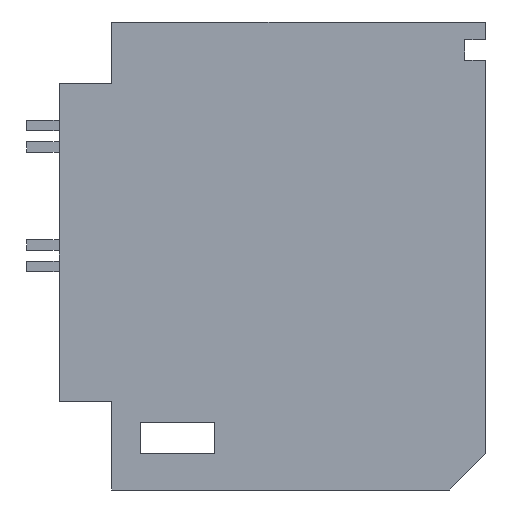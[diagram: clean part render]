
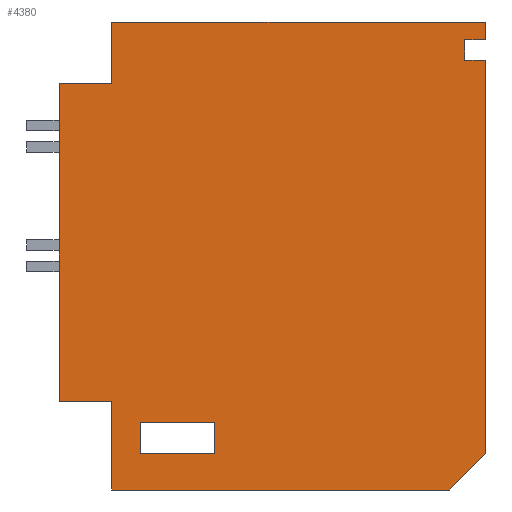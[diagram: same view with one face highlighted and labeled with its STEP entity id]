
A CAD part, left-side view. The second image highlights one B-rep face of the part: STEP entity #4380.
In plain terms, the highlighted planar face has unit normal (-1, 0, 0).
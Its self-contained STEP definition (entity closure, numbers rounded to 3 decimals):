
#1=DIRECTION('',(0.,-1.,0.));
#2=VECTOR('',#1,49.264);
#3=CARTESIAN_POINT('',(0.,-100.,-355.23));
#4=LINE('',#3,#2);
#5=DIRECTION('',(0.,-1.,0.));
#6=VECTOR('',#5,49.264);
#7=CARTESIAN_POINT('',(0.,-100.,-57.953));
#8=LINE('',#7,#6);
#9=DIRECTION('',(0.,0.,-1.));
#10=VECTOR('',#9,57.953);
#11=CARTESIAN_POINT('',(0.,-149.264,0.));
#12=LINE('',#11,#10);
#13=DIRECTION('',(0.,-1.,0.));
#14=VECTOR('',#13,350.236);
#15=CARTESIAN_POINT('',(0.,-149.264,0.));
#16=LINE('',#15,#14);
#17=DIRECTION('',(0.,0.,-1.));
#18=VECTOR('',#17,16.492);
#19=CARTESIAN_POINT('',(0.,-499.5,0.));
#20=LINE('',#19,#18);
#21=DIRECTION('',(0.,1.,0.));
#22=VECTOR('',#21,19.41);
#23=CARTESIAN_POINT('',(0.,-499.5,-16.492));
#24=LINE('',#23,#22);
#25=DIRECTION('',(0.,0.,1.));
#26=VECTOR('',#25,19.41);
#27=CARTESIAN_POINT('',(0.,-480.09,-35.902));
#28=LINE('',#27,#26);
#29=DIRECTION('',(0.,1.,0.));
#30=VECTOR('',#29,19.41);
#31=CARTESIAN_POINT('',(0.,-499.5,-35.902));
#32=LINE('',#31,#30);
#33=DIRECTION('',(0.,0.,-1.));
#34=VECTOR('',#33,368.488);
#35=CARTESIAN_POINT('',(0.,-499.5,-35.902));
#36=LINE('',#35,#34);
#37=DIRECTION('',(0.,-0.707,0.707));
#38=VECTOR('',#37,48.239);
#39=CARTESIAN_POINT('',(0.,-465.39,-438.5));
#40=LINE('',#39,#38);
#41=DIRECTION('',(0.,1.,0.));
#42=VECTOR('',#41,316.125);
#43=CARTESIAN_POINT('',(0.,-465.39,-438.5));
#44=LINE('',#43,#42);
#45=DIRECTION('',(0.,0.,1.));
#46=VECTOR('',#45,83.27);
#47=CARTESIAN_POINT('',(0.,-149.264,-438.5));
#48=LINE('',#47,#46);
#49=DIRECTION('',(0.,0.,1.));
#50=VECTOR('',#49,29.401);
#51=CARTESIAN_POINT('',(0.,-176.215,-404.231));
#52=LINE('',#51,#50);
#53=DIRECTION('',(0.,1.,0.));
#54=VECTOR('',#53,69.419);
#55=CARTESIAN_POINT('',(0.,-245.634,-404.231));
#56=LINE('',#55,#54);
#57=DIRECTION('',(0.,0.,-1.));
#58=VECTOR('',#57,29.401);
#59=CARTESIAN_POINT('',(0.,-245.634,-374.83));
#60=LINE('',#59,#58);
#61=DIRECTION('',(0.,-1.,0.));
#62=VECTOR('',#61,69.419);
#63=CARTESIAN_POINT('',(0.,-176.215,-374.83));
#64=LINE('',#63,#62);
#581=DIRECTION('',(0.,0.,-1.));
#582=VECTOR('',#581,297.277);
#583=CARTESIAN_POINT('',(0.,-100.,-57.953));
#584=LINE('',#583,#582);
#3357=CARTESIAN_POINT('',(0.,-100.,-355.23));
#3358=CARTESIAN_POINT('',(0.,-149.264,-355.23));
#3359=VERTEX_POINT('',#3357);
#3360=VERTEX_POINT('',#3358);
#3361=CARTESIAN_POINT('',(0.,-149.264,-438.5));
#3362=VERTEX_POINT('',#3361);
#3363=CARTESIAN_POINT('',(0.,-149.264,0.));
#3364=CARTESIAN_POINT('',(0.,-149.264,-57.953));
#3365=VERTEX_POINT('',#3363);
#3366=VERTEX_POINT('',#3364);
#3367=CARTESIAN_POINT('',(0.,-100.,-57.953));
#3368=VERTEX_POINT('',#3367);
#3369=CARTESIAN_POINT('',(0.,-499.5,-35.902));
#3370=CARTESIAN_POINT('',(0.,-480.09,-35.902));
#3371=VERTEX_POINT('',#3369);
#3372=VERTEX_POINT('',#3370);
#3373=CARTESIAN_POINT('',(0.,-480.09,-16.492));
#3374=VERTEX_POINT('',#3373);
#3375=CARTESIAN_POINT('',(0.,-499.5,-16.492));
#3376=VERTEX_POINT('',#3375);
#3377=CARTESIAN_POINT('',(0.,-176.215,-404.231));
#3378=CARTESIAN_POINT('',(0.,-176.215,-374.83));
#3379=VERTEX_POINT('',#3377);
#3380=VERTEX_POINT('',#3378);
#3381=CARTESIAN_POINT('',(0.,-245.634,-374.83));
#3382=VERTEX_POINT('',#3381);
#3383=CARTESIAN_POINT('',(0.,-245.634,-404.231));
#3384=VERTEX_POINT('',#3383);
#3385=CARTESIAN_POINT('',(0.,-465.39,-438.5));
#3386=CARTESIAN_POINT('',(0.,-499.5,-404.39));
#3387=VERTEX_POINT('',#3385);
#3388=VERTEX_POINT('',#3386);
#3389=CARTESIAN_POINT('',(0.,-499.5,0.));
#3390=VERTEX_POINT('',#3389);
#4337=CARTESIAN_POINT('',(0.,0.,0.));
#4338=DIRECTION('',(1.,0.,0.));
#4339=DIRECTION('',(0.,-1.,0.));
#4340=AXIS2_PLACEMENT_3D('',#4337,#4338,#4339);
#4341=PLANE('',#4340);
#4343=ORIENTED_EDGE('',*,*,#4342,.F.);
#4345=ORIENTED_EDGE('',*,*,#4344,.F.);
#4347=ORIENTED_EDGE('',*,*,#4346,.T.);
#4349=ORIENTED_EDGE('',*,*,#4348,.F.);
#4351=ORIENTED_EDGE('',*,*,#4350,.T.);
#4353=ORIENTED_EDGE('',*,*,#4352,.T.);
#4355=ORIENTED_EDGE('',*,*,#4354,.T.);
#4357=ORIENTED_EDGE('',*,*,#4356,.F.);
#4359=ORIENTED_EDGE('',*,*,#4358,.F.);
#4361=ORIENTED_EDGE('',*,*,#4360,.T.);
#4363=ORIENTED_EDGE('',*,*,#4362,.F.);
#4365=ORIENTED_EDGE('',*,*,#4364,.T.);
#4367=ORIENTED_EDGE('',*,*,#4366,.T.);
#4368=EDGE_LOOP('',(#4343,#4345,#4347,#4349,#4351,#4353,#4355,#4357,#4359,#4361,
#4363,#4365,#4367));
#4369=FACE_OUTER_BOUND('',#4368,.F.);
#4371=ORIENTED_EDGE('',*,*,#4370,.F.);
#4373=ORIENTED_EDGE('',*,*,#4372,.F.);
#4375=ORIENTED_EDGE('',*,*,#4374,.F.);
#4377=ORIENTED_EDGE('',*,*,#4376,.F.);
#4378=EDGE_LOOP('',(#4371,#4373,#4375,#4377));
#4379=FACE_BOUND('',#4378,.F.);
#4380=ADVANCED_FACE('',(#4369,#4379),#4341,.F.);
#4342=EDGE_CURVE('',#3359,#3360,#4,.T.);
#4344=EDGE_CURVE('',#3368,#3359,#584,.T.);
#4346=EDGE_CURVE('',#3368,#3366,#8,.T.);
#4348=EDGE_CURVE('',#3365,#3366,#12,.T.);
#4350=EDGE_CURVE('',#3365,#3390,#16,.T.);
#4352=EDGE_CURVE('',#3390,#3376,#20,.T.);
#4354=EDGE_CURVE('',#3376,#3374,#24,.T.);
#4356=EDGE_CURVE('',#3372,#3374,#28,.T.);
#4358=EDGE_CURVE('',#3371,#3372,#32,.T.);
#4360=EDGE_CURVE('',#3371,#3388,#36,.T.);
#4362=EDGE_CURVE('',#3387,#3388,#40,.T.);
#4364=EDGE_CURVE('',#3387,#3362,#44,.T.);
#4366=EDGE_CURVE('',#3362,#3360,#48,.T.);
#4370=EDGE_CURVE('',#3379,#3380,#52,.T.);
#4372=EDGE_CURVE('',#3384,#3379,#56,.T.);
#4374=EDGE_CURVE('',#3382,#3384,#60,.T.);
#4376=EDGE_CURVE('',#3380,#3382,#64,.T.);
